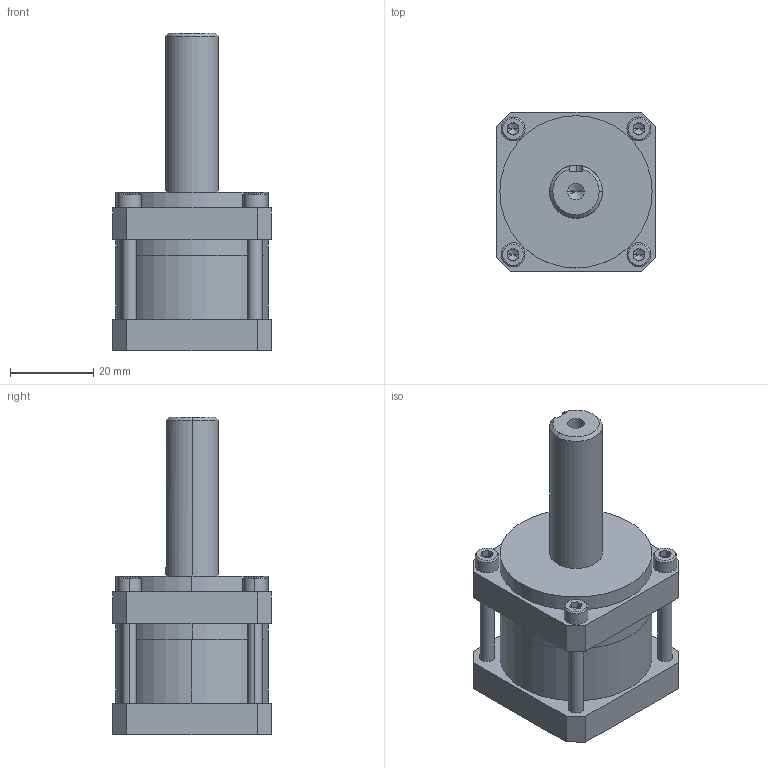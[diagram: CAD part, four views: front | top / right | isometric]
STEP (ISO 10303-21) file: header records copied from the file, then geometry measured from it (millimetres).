
FILE_DESCRIPTION (( 'STEP AP214' ), '1' );
FILE_NAME ('am-2875 Banebots P60 4-1.STEP', '2015-01-09T16:29:01', ( '' ), ( '' ), 'SwSTEP 2.0', 'SolidWorks 2014', '' );
FILE_SCHEMA (( 'AUTOMOTIVE_DESIGN' ));
Length unit declared in the file: inch
Products named in the file (5): P60 1-stage ring gear; P60 shaft plate and shaft; am-2875 Banebots P60 4-1; socket head cap screw_ai_HX-SHCS 0.138-32x1.25x0.75-N; P60 motor plate
Assembly tree (7 placements, depth 2):
  am-2875 Banebots P60 4-1
    P60 shaft plate and shaft
    P60 1-stage ring gear
    P60 motor plate
    socket head cap screw_ai_HX-SHCS 0.138-32x1.25x0.75-N  x4
Bounding box: 38.1 x 38.1 x 76.2 mm (x, y, z)
Volume: 48686.3 mm3; surface area: 17595.2 mm2
Topology: 7 solids, 7 shells, 198 faces, 460 edges, 275 vertices
Faces by surface type: plane 89, cylinder 64, cone 37, torus 8
Entity records: 3822 total; most frequent: DIRECTION 644, CARTESIAN_POINT 609, ORIENTED_EDGE 548, EDGE_CURVE 274, AXIS2_PLACEMENT_3D 247, VERTEX_POINT 176, EDGE_LOOP 154, VECTOR 150
